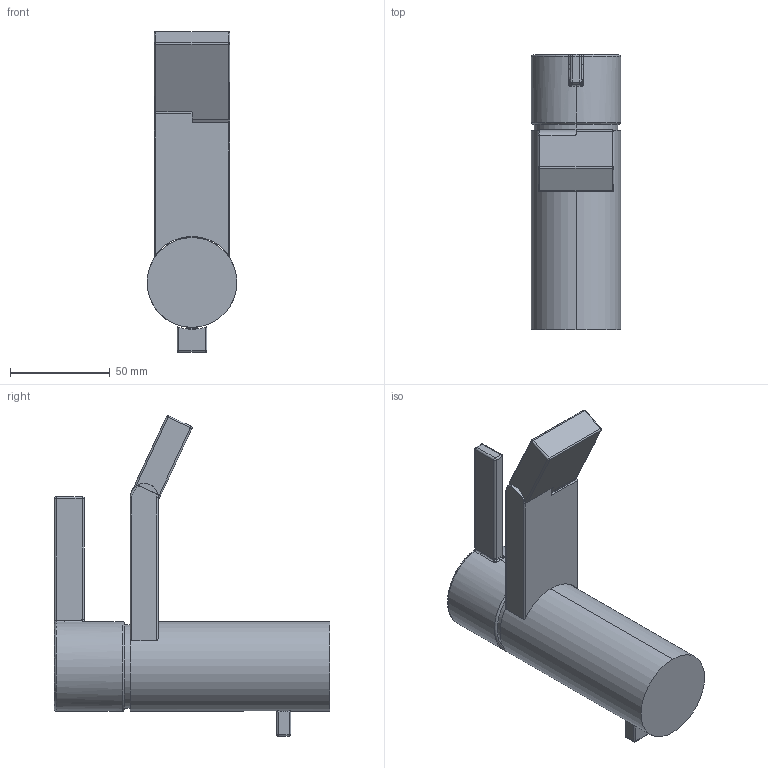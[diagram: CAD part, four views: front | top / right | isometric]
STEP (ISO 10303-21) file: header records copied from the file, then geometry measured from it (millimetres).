
FILE_DESCRIPTION (( 'STEP AP214' ), '1' );
FILE_NAME ('33600671ff_PM.STEP', '2023-11-20T10:27:32', ( '' ), ( '' ), 'SwSTEP 2.0', 'SolidWorks 2023', '' );
FILE_SCHEMA (( 'AUTOMOTIVE_DESIGN' ));
Length unit declared in the file: millimetre
Products named in the file (5): 33600671ff_PM; Planungsmodell_Hebel_Bidet-+-33.600.670-01_-_K2_38x125; Planungsmodell_Knopf-+-09.20.67.002.94-01_-_K1; Planungsmodell_Koerper-+-09.30.01.162.94-01_-_K8_45x105; Planungsmodell_Hebel-+-09206701821_K1_45x35
Assembly tree (4 placements, depth 2):
  33600671ff_PM
    Planungsmodell_Koerper-+-09.30.01.162.94-01_-_K8_45x105
    Planungsmodell_Hebel-+-09206701821_K1_45x35
    Planungsmodell_Hebel_Bidet-+-33.600.670-01_-_K2_38x125
    Planungsmodell_Knopf-+-09.20.67.002.94-01_-_K1
Bounding box: 45 x 138 x 160.65 mm (x, y, z)
Volume: 282495.2 mm3; surface area: 43545.1 mm2
Topology: 4 solids, 4 shells, 132 faces, 313 edges, 182 vertices
Faces by surface type: cylinder 54, plane 34, sphere 18, bspline 15, torus 11
Entity records: 4884 total; most frequent: CARTESIAN_POINT 1818, DIRECTION 639, ORIENTED_EDGE 606, EDGE_CURVE 303, AXIS2_PLACEMENT_3D 261, VERTEX_POINT 180, CIRCLE 137, EDGE_LOOP 133
